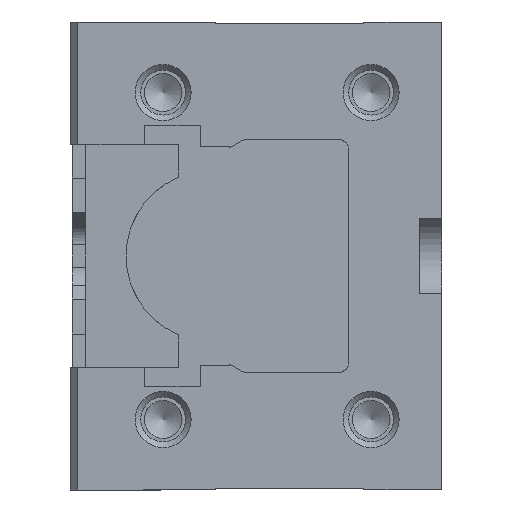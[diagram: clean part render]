
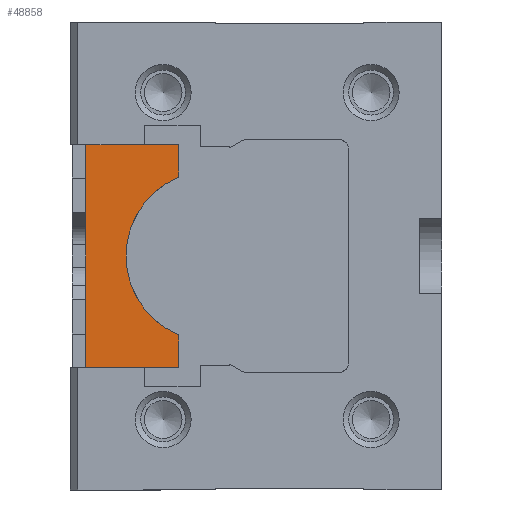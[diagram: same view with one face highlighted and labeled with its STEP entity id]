
A CAD part, left-side view. The second image highlights one B-rep face of the part: STEP entity #48858.
In plain terms, the highlighted planar face has unit normal (-1, 0, 0).
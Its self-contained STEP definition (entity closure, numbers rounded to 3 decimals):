
#952 = DIRECTION ( 'NONE',  ( 0., 1., 0. ) ) ;
#6095 = ORIENTED_EDGE ( 'NONE', *, *, #38456, .F. ) ;
#10482 = VECTOR ( 'NONE', #83226, 1000. ) ;
#11627 = VECTOR ( 'NONE', #63294, 1000. ) ;
#12548 = VECTOR ( 'NONE', #84625, 1000. ) ;
#16574 = LINE ( 'NONE', #122393, #10482 ) ;
#17704 = CARTESIAN_POINT ( 'NONE',  ( 140.5, 74.81, -21.246 ) ) ;
#18185 = CARTESIAN_POINT ( 'NONE',  ( 140.5, 84., -30. ) ) ;
#19620 = DIRECTION ( 'NONE',  ( 0., -1., 0. ) ) ;
#20098 = CARTESIAN_POINT ( 'NONE',  ( 140.5, 84., 30. ) ) ;
#20336 = PLANE ( 'NONE',  #116945 ) ;
#22523 = EDGE_CURVE ( 'NONE', #71127, #40449, #29133, .T. ) ;
#25476 = CARTESIAN_POINT ( 'NONE',  ( 140.5, 74.81, -30. ) ) ;
#29133 = LINE ( 'NONE', #48264, #47265 ) ;
#29542 = ORIENTED_EDGE ( 'NONE', *, *, #38695, .T. ) ;
#34060 = EDGE_CURVE ( 'NONE', #66911, #93795, #73512, .T. ) ;
#36259 = VERTEX_POINT ( 'NONE', #18185 ) ;
#38456 = EDGE_CURVE ( 'NONE', #93795, #122970, #99761, .T. ) ;
#38695 = EDGE_CURVE ( 'NONE', #36259, #40449, #75861, .T. ) ;
#39287 = DIRECTION ( 'NONE',  ( 0., -1., 0. ) ) ;
#39605 = EDGE_LOOP ( 'NONE', ( #69652, #106025, #60983, #6095, #69578, #122398, #111906, #29542 ) ) ;
#40449 = VERTEX_POINT ( 'NONE', #96716 ) ;
#40854 = EDGE_CURVE ( 'NONE', #66911, #118736, #100257, .T. ) ;
#47265 = VECTOR ( 'NONE', #117203, 1000. ) ;
#48264 = CARTESIAN_POINT ( 'NONE',  ( 140.5, 74.81, 30. ) ) ;
#48858 = ADVANCED_FACE ( 'NONE', ( #122429 ), #20336, .F. ) ;
#57727 = DIRECTION ( 'NONE',  ( 0., 0., -1. ) ) ;
#60983 = ORIENTED_EDGE ( 'NONE', *, *, #115879, .F. ) ;
#63294 = DIRECTION ( 'NONE',  ( 0., -1., 0. ) ) ;
#66911 = VERTEX_POINT ( 'NONE', #101372 ) ;
#68681 = DIRECTION ( 'NONE',  ( 1., 0., 0. ) ) ;
#69578 = ORIENTED_EDGE ( 'NONE', *, *, #34060, .F. ) ;
#69652 = ORIENTED_EDGE ( 'NONE', *, *, #22523, .F. ) ;
#71127 = VERTEX_POINT ( 'NONE', #17704 ) ;
#73512 = LINE ( 'NONE', #83984, #121667 ) ;
#74971 = CARTESIAN_POINT ( 'NONE',  ( 140.5, 74.81, 21.246 ) ) ;
#75861 = LINE ( 'NONE', #124143, #12548 ) ;
#76737 = CARTESIAN_POINT ( 'NONE',  ( 140.5, 74.81, 30. ) ) ;
#80702 = DIRECTION ( 'NONE',  ( 1., 0., 0. ) ) ;
#83226 = DIRECTION ( 'NONE',  ( 0., 0., -1. ) ) ;
#83984 = CARTESIAN_POINT ( 'NONE',  ( 140.5, 74.81, 30. ) ) ;
#84625 = DIRECTION ( 'NONE',  ( 0., -1., 0. ) ) ;
#90146 = VERTEX_POINT ( 'NONE', #74971 ) ;
#93510 = CARTESIAN_POINT ( 'NONE',  ( 140.5, 74.81, 30. ) ) ;
#93795 = VERTEX_POINT ( 'NONE', #20098 ) ;
#94263 = VECTOR ( 'NONE', #57727, 1000. ) ;
#95034 = EDGE_CURVE ( 'NONE', #71127, #90146, #112317, .T. ) ;
#96716 = CARTESIAN_POINT ( 'NONE',  ( 140.5, 74.81, -30. ) ) ;
#96756 = CARTESIAN_POINT ( 'NONE',  ( 140.5, 99.81, 30. ) ) ;
#96843 = CARTESIAN_POINT ( 'NONE',  ( 140.5, 74.81, 30. ) ) ;
#99761 = LINE ( 'NONE', #96843, #108285 ) ;
#100257 = LINE ( 'NONE', #96756, #94263 ) ;
#100433 = LINE ( 'NONE', #25476, #11627 ) ;
#100709 = EDGE_CURVE ( 'NONE', #118736, #36259, #100433, .T. ) ;
#100864 = DIRECTION ( 'NONE',  ( 0., 1., 0. ) ) ;
#101372 = CARTESIAN_POINT ( 'NONE',  ( 140.5, 99.81, 30. ) ) ;
#106025 = ORIENTED_EDGE ( 'NONE', *, *, #95034, .T. ) ;
#108285 = VECTOR ( 'NONE', #39287, 1000. ) ;
#109921 = CARTESIAN_POINT ( 'NONE',  ( 140.5, 99.81, -30. ) ) ;
#111023 = CARTESIAN_POINT ( 'NONE',  ( 140.5, 66., 0. ) ) ;
#111906 = ORIENTED_EDGE ( 'NONE', *, *, #100709, .T. ) ;
#112317 = CIRCLE ( 'NONE', #117361, 23. ) ;
#115879 = EDGE_CURVE ( 'NONE', #122970, #90146, #16574, .T. ) ;
#116945 = AXIS2_PLACEMENT_3D ( 'NONE', #76737, #68681, #952 ) ;
#117203 = DIRECTION ( 'NONE',  ( 0., 0., -1. ) ) ;
#117361 = AXIS2_PLACEMENT_3D ( 'NONE', #111023, #80702, #100864 ) ;
#118736 = VERTEX_POINT ( 'NONE', #109921 ) ;
#121667 = VECTOR ( 'NONE', #19620, 1000. ) ;
#122393 = CARTESIAN_POINT ( 'NONE',  ( 140.5, 74.81, 30. ) ) ;
#122398 = ORIENTED_EDGE ( 'NONE', *, *, #40854, .T. ) ;
#122429 = FACE_OUTER_BOUND ( 'NONE', #39605, .T. ) ;
#122970 = VERTEX_POINT ( 'NONE', #93510 ) ;
#124143 = CARTESIAN_POINT ( 'NONE',  ( 140.5, 74.81, -30. ) ) ;
